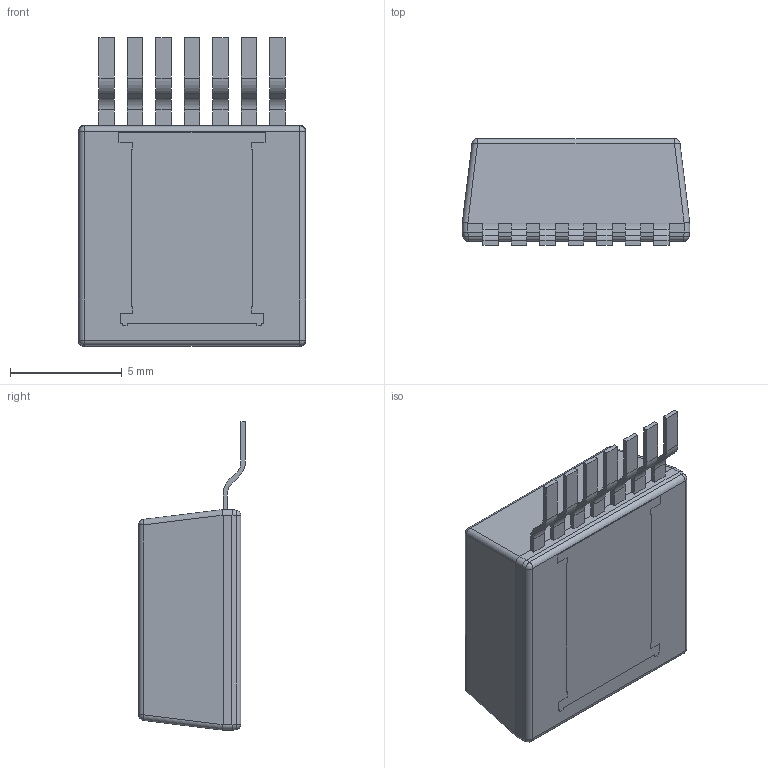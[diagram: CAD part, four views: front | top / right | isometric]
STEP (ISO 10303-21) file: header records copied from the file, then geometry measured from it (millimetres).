
FILE_DESCRIPTION((''),'2;1');
FILE_NAME('TZA07A_ASM','2011-03-28T',('ATHLSC'),(''),'PRO/ENGINEER BY PARAMETRIC TECHNOLOGY CORPORATION, 2009060','PRO/ENGINEER BY PARAMETRIC TECHNOLOGY CORPORATION, 2009060','');
FILE_SCHEMA(('AUTOMOTIVE_DESIGN_CC2 { 1 2 10303 214 -1 1 5 2 }'));
Length unit declared in the file: millimetre
Products named in the file (4): BODY_TZA07A; LEAD_TZA07A; LF_BTM_TZA07A; TZA07A_ASM
Assembly tree (9 placements, depth 2):
  TZA07A_ASM
    BODY_TZA07A
    LEAD_TZA07A  x7
    LF_BTM_TZA07A
Bounding box: 10.16 x 4.77 x 13.77 mm (x, y, z)
Volume: 425.8 mm3; surface area: 514.8 mm2
Topology: 9 solids, 9 shells, 227 faces, 600 edges, 392 vertices
Faces by surface type: plane 163, cylinder 56, sphere 8
Entity records: 5793 total; most frequent: CARTESIAN_POINT 889, ORIENTED_EDGE 768, DIRECTION 720, PRESENTATION_STYLE_ASSIGNMENT 387, STYLED_ITEM 387, CURVE_STYLE 384, EDGE_CURVE 384, VECTOR 312
